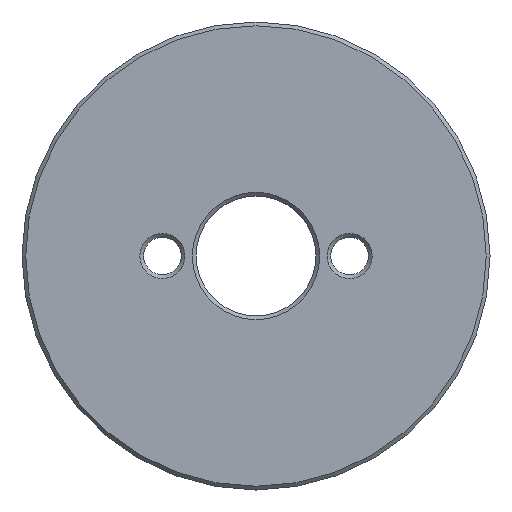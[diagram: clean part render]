
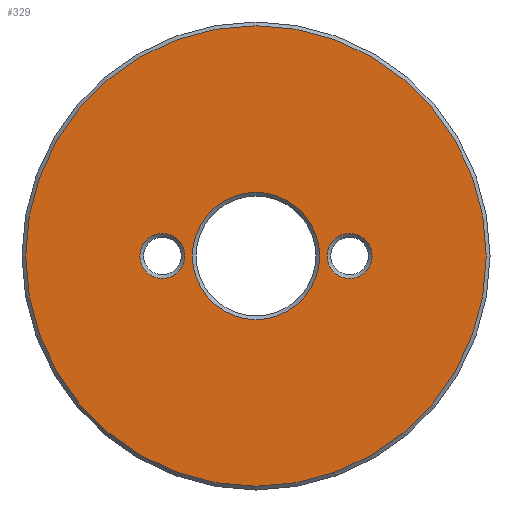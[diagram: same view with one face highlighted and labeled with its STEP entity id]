
A CAD part, front view. The second image highlights one B-rep face of the part: STEP entity #329.
In plain terms, the highlighted planar face has unit normal (0, -1, 0).
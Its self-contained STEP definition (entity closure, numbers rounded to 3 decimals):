
#5 = ORIENTED_EDGE ( 'NONE', *, *, #176, .T. ) ;
#6 = VERTEX_POINT ( 'NONE', #369 ) ;
#24 = DIRECTION ( 'NONE',  ( 0., 0., 1. ) ) ;
#33 = CARTESIAN_POINT ( 'NONE',  ( 0., 0., 3.4 ) ) ;
#55 = PLANE ( 'NONE',  #328 ) ;
#58 = EDGE_CURVE ( 'NONE', #137, #137, #295, .T. ) ;
#67 = CIRCLE ( 'NONE', #271, 1.205 ) ;
#78 = CARTESIAN_POINT ( 'NONE',  ( 0., 0., 0. ) ) ;
#87 = CARTESIAN_POINT ( 'NONE',  ( 5., 0., 1.205 ) ) ;
#102 = DIRECTION ( 'NONE',  ( 0., 1., 0. ) ) ;
#114 = CARTESIAN_POINT ( 'NONE',  ( 5., 0., 0. ) ) ;
#137 = VERTEX_POINT ( 'NONE', #33 ) ;
#140 = FACE_BOUND ( 'NONE', #192, .T. ) ;
#141 = DIRECTION ( 'NONE',  ( 0., 0., 1. ) ) ;
#153 = ORIENTED_EDGE ( 'NONE', *, *, #298, .T. ) ;
#160 = EDGE_LOOP ( 'NONE', ( #183 ) ) ;
#168 = CARTESIAN_POINT ( 'NONE',  ( -5., 0., 0. ) ) ;
#171 = AXIS2_PLACEMENT_3D ( 'NONE', #78, #317, #202 ) ;
#176 = EDGE_CURVE ( 'NONE', #6, #6, #67, .T. ) ;
#181 = CARTESIAN_POINT ( 'NONE',  ( 0., 0., 0. ) ) ;
#183 = ORIENTED_EDGE ( 'NONE', *, *, #356, .T. ) ;
#186 = CARTESIAN_POINT ( 'NONE',  ( 0., 0., 12.3 ) ) ;
#187 = ORIENTED_EDGE ( 'NONE', *, *, #58, .T. ) ;
#192 = EDGE_LOOP ( 'NONE', ( #5 ) ) ;
#202 = DIRECTION ( 'NONE',  ( 0., 0., 1. ) ) ;
#206 = AXIS2_PLACEMENT_3D ( 'NONE', #114, #239, #362 ) ;
#228 = CIRCLE ( 'NONE', #206, 1.205 ) ;
#238 = FACE_BOUND ( 'NONE', #394, .T. ) ;
#239 = DIRECTION ( 'NONE',  ( 0., 1., 0. ) ) ;
#268 = FACE_BOUND ( 'NONE', #160, .T. ) ;
#271 = AXIS2_PLACEMENT_3D ( 'NONE', #168, #102, #354 ) ;
#279 = VERTEX_POINT ( 'NONE', #87 ) ;
#295 = CIRCLE ( 'NONE', #171, 3.4 ) ;
#298 = EDGE_CURVE ( 'NONE', #341, #341, #363, .T. ) ;
#304 = DIRECTION ( 'NONE',  ( 0., 1., 0. ) ) ;
#307 = EDGE_LOOP ( 'NONE', ( #153 ) ) ;
#317 = DIRECTION ( 'NONE',  ( 0., 1., 0. ) ) ;
#328 = AXIS2_PLACEMENT_3D ( 'NONE', #181, #304, #141 ) ;
#329 = ADVANCED_FACE ( 'NONE', ( #140, #268, #238, #332 ), #55, .F. ) ;
#332 = FACE_OUTER_BOUND ( 'NONE', #307, .T. ) ;
#341 = VERTEX_POINT ( 'NONE', #186 ) ;
#354 = DIRECTION ( 'NONE',  ( 0., 0., 1. ) ) ;
#356 = EDGE_CURVE ( 'NONE', #279, #279, #228, .T. ) ;
#362 = DIRECTION ( 'NONE',  ( 0., 0., 1. ) ) ;
#363 = CIRCLE ( 'NONE', #397, 12.3 ) ;
#369 = CARTESIAN_POINT ( 'NONE',  ( -5., 0., 1.205 ) ) ;
#388 = CARTESIAN_POINT ( 'NONE',  ( 0., 0., 0. ) ) ;
#389 = DIRECTION ( 'NONE',  ( 0., -1., 0. ) ) ;
#394 = EDGE_LOOP ( 'NONE', ( #187 ) ) ;
#397 = AXIS2_PLACEMENT_3D ( 'NONE', #388, #389, #24 ) ;
